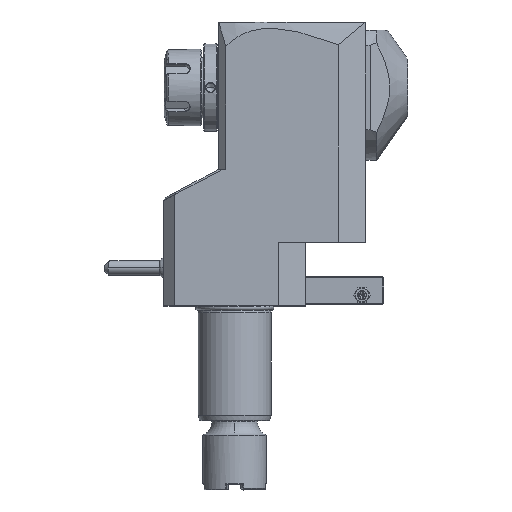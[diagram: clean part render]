
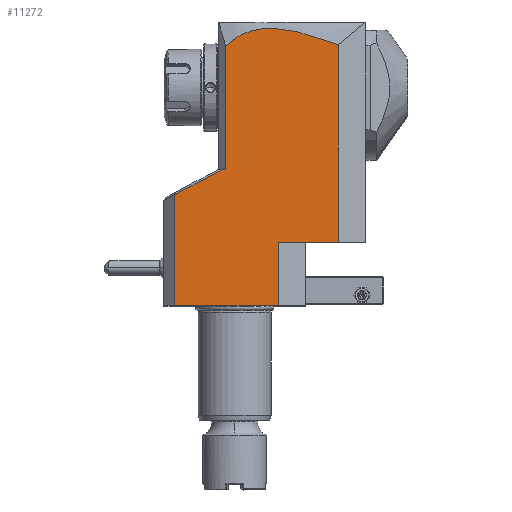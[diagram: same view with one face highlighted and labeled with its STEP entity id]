
A CAD part, top view. The second image highlights one B-rep face of the part: STEP entity #11272.
In plain terms, the highlighted planar face has unit normal (0, 0, 1).
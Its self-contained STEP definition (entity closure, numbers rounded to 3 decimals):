
#53=DIRECTION('',(1.,0.,0.));
#54=VECTOR('',#53,1.978);
#55=CARTESIAN_POINT('',(-6.778,75.,37.5));
#56=LINE('',#55,#54);
#77=DIRECTION('',(0.,-1.,0.));
#78=VECTOR('',#77,108.515);
#79=CARTESIAN_POINT('',(57.,143.515,37.5));
#80=LINE('',#79,#78);
#81=DIRECTION('',(0.883,0.469,0.));
#82=VECTOR('',#81,0.179);
#83=CARTESIAN_POINT('',(-33.,61.058,37.5));
#84=LINE('',#83,#82);
#85=DIRECTION('',(-0.883,-0.469,0.));
#86=VECTOR('',#85,29.519);
#87=CARTESIAN_POINT('',(-6.778,75.,37.5));
#88=LINE('',#87,#86);
#89=DIRECTION('',(0.,-1.,0.));
#90=VECTOR('',#89,67.483);
#91=CARTESIAN_POINT('',(-4.8,142.483,37.5));
#92=LINE('',#91,#90);
#93=CARTESIAN_POINT('',(57.,143.515,37.5));
#94=CARTESIAN_POINT('',(55.772,143.998,37.5));
#95=CARTESIAN_POINT('',(53.382,144.912,37.5));
#96=CARTESIAN_POINT('',(50.001,146.135,37.5));
#97=CARTESIAN_POINT('',(46.821,147.217,37.5));
#98=CARTESIAN_POINT('',(43.835,148.166,37.5));
#99=CARTESIAN_POINT('',(41.042,148.989,37.5));
#100=CARTESIAN_POINT('',(38.439,149.696,37.5));
#101=CARTESIAN_POINT('',(36.017,150.295,37.5));
#102=CARTESIAN_POINT('',(33.759,150.799,37.5));
#103=CARTESIAN_POINT('',(31.647,151.219,37.5));
#104=CARTESIAN_POINT('',(29.662,151.565,37.5));
#105=CARTESIAN_POINT('',(27.794,151.843,37.5));
#106=CARTESIAN_POINT('',(26.032,152.06,37.5));
#107=CARTESIAN_POINT('',(24.364,152.222,37.5));
#108=CARTESIAN_POINT('',(22.78,152.335,37.5));
#109=CARTESIAN_POINT('',(21.277,152.401,37.5));
#110=CARTESIAN_POINT('',(19.849,152.425,37.5));
#111=CARTESIAN_POINT('',(18.489,152.41,37.5));
#112=CARTESIAN_POINT('',(17.189,152.36,37.5));
#113=CARTESIAN_POINT('',(15.947,152.276,37.5));
#114=CARTESIAN_POINT('',(14.756,152.161,37.5));
#115=CARTESIAN_POINT('',(13.613,152.016,37.5));
#116=CARTESIAN_POINT('',(12.514,151.844,37.5));
#117=CARTESIAN_POINT('',(11.455,151.646,37.5));
#118=CARTESIAN_POINT('',(10.434,151.422,37.5));
#119=CARTESIAN_POINT('',(9.446,151.173,37.5));
#120=CARTESIAN_POINT('',(8.49,150.901,37.5));
#121=CARTESIAN_POINT('',(7.563,150.606,37.5));
#122=CARTESIAN_POINT('',(6.662,150.287,37.5));
#123=CARTESIAN_POINT('',(5.785,149.946,37.5));
#124=CARTESIAN_POINT('',(4.932,149.582,37.5));
#125=CARTESIAN_POINT('',(4.098,149.195,37.5));
#126=CARTESIAN_POINT('',(3.284,148.785,37.5));
#127=CARTESIAN_POINT('',(2.487,148.351,37.5));
#128=CARTESIAN_POINT('',(1.706,147.892,37.5));
#129=CARTESIAN_POINT('',(0.94,147.409,37.5));
#130=CARTESIAN_POINT('',(0.187,146.899,37.5));
#131=CARTESIAN_POINT('',(-0.554,146.362,37.5));
#132=CARTESIAN_POINT('',(-1.283,145.797,37.5));
#133=CARTESIAN_POINT('',(-2.003,145.202,37.5));
#134=CARTESIAN_POINT('',(-2.714,144.576,37.5));
#135=CARTESIAN_POINT('',(-3.417,143.917,37.5));
#136=CARTESIAN_POINT('',(-4.112,143.222,37.5));
#137=CARTESIAN_POINT('',(-4.572,142.733,37.5));
#138=CARTESIAN_POINT('',(-4.8,142.483,37.5));
#316=DIRECTION('',(1.,0.,0.));
#317=VECTOR('',#316,33.);
#318=CARTESIAN_POINT('',(24.,35.,37.5));
#319=LINE('',#318,#317);
#360=DIRECTION('',(-1.,0.,0.));
#361=VECTOR('',#360,57.);
#362=CARTESIAN_POINT('',(24.,0.,37.5));
#363=LINE('',#362,#361);
#442=DIRECTION('',(0.,-1.,0.));
#443=VECTOR('',#442,61.058);
#444=CARTESIAN_POINT('',(-33.,61.058,37.5));
#445=LINE('',#444,#443);
#1051=DIRECTION('',(0.,1.,0.));
#1052=VECTOR('',#1051,35.);
#1053=CARTESIAN_POINT('',(24.,0.,37.5));
#1054=LINE('',#1053,#1052);
#10506=CARTESIAN_POINT('',(-6.778,75.,37.5));
#10507=VERTEX_POINT('',#10506);
#10520=CARTESIAN_POINT('',(24.,35.,37.5));
#10521=VERTEX_POINT('',#10520);
#10550=VERTEX_POINT('',#93);
#10551=VERTEX_POINT('',#138);
#10576=CARTESIAN_POINT('',(-4.8,75.,37.5));
#10577=VERTEX_POINT('',#10576);
#10919=CARTESIAN_POINT('',(57.,35.,37.5));
#10920=VERTEX_POINT('',#10919);
#10925=CARTESIAN_POINT('',(-33.,61.058,37.5));
#10927=VERTEX_POINT('',#10925);
#10937=CARTESIAN_POINT('',(24.,0.,37.5));
#10938=VERTEX_POINT('',#10937);
#10939=CARTESIAN_POINT('',(-33.,0.,37.5));
#10940=VERTEX_POINT('',#10939);
#10994=CARTESIAN_POINT('',(-32.842,61.142,37.5));
#10996=VERTEX_POINT('',#10994);
#11247=CARTESIAN_POINT('',(-39.202,35.,37.5));
#11248=DIRECTION('',(0.,0.,1.));
#11249=DIRECTION('',(1.,0.,0.));
#11250=AXIS2_PLACEMENT_3D('',#11247,#11248,#11249);
#11251=PLANE('',#11250);
#11253=ORIENTED_EDGE('',*,*,#11252,.T.);
#11255=ORIENTED_EDGE('',*,*,#11254,.F.);
#11257=ORIENTED_EDGE('',*,*,#11256,.F.);
#11259=ORIENTED_EDGE('',*,*,#11258,.T.);
#11261=ORIENTED_EDGE('',*,*,#11260,.F.);
#11263=ORIENTED_EDGE('',*,*,#11262,.T.);
#11265=ORIENTED_EDGE('',*,*,#11264,.F.);
#11266=ORIENTED_EDGE('',*,*,#11231,.T.);
#11267=ORIENTED_EDGE('',*,*,#11220,.F.);
#11269=ORIENTED_EDGE('',*,*,#11268,.F.);
#11270=EDGE_LOOP('',(#11253,#11255,#11257,#11259,#11261,#11263,#11265,#11266,
#11267,#11269));
#11271=FACE_OUTER_BOUND('',#11270,.F.);
#139=B_SPLINE_CURVE_WITH_KNOTS('',3,(#93,#94,#95,#96,#97,#98,#99,#100,#101,#102,
#103,#104,#105,#106,#107,#108,#109,#110,#111,#112,#113,#114,#115,#116,#117,#118,
#119,#120,#121,#122,#123,#124,#125,#126,#127,#128,#129,#130,#131,#132,#133,#134,
#135,#136,#137,#138),.UNSPECIFIED.,.F.,.F.,(4,1,1,1,1,1,1,1,1,1,1,1,1,1,1,1,1,1,
1,1,1,1,1,1,1,1,1,1,1,1,1,1,1,1,1,1,1,1,1,1,1,1,1,4),(0.,0.023,
0.047,0.07,0.093,0.116,
0.14,0.163,0.186,0.209,
0.233,0.256,0.279,0.302,
0.326,0.349,0.372,0.395,
0.419,0.442,0.465,0.488,
0.512,0.535,0.558,0.581,
0.605,0.628,0.651,0.674,
0.698,0.721,0.744,0.767,
0.791,0.814,0.837,0.86,
0.884,0.907,0.93,0.953,
0.977,1.),.UNSPECIFIED.);
#11220=EDGE_CURVE('',#10551,#10577,#92,.T.);
#11231=EDGE_CURVE('',#10507,#10577,#56,.T.);
#11252=EDGE_CURVE('',#10550,#10920,#80,.T.);
#11254=EDGE_CURVE('',#10521,#10920,#319,.T.);
#11256=EDGE_CURVE('',#10938,#10521,#1054,.T.);
#11258=EDGE_CURVE('',#10938,#10940,#363,.T.);
#11260=EDGE_CURVE('',#10927,#10940,#445,.T.);
#11262=EDGE_CURVE('',#10927,#10996,#84,.T.);
#11264=EDGE_CURVE('',#10507,#10996,#88,.T.);
#11268=EDGE_CURVE('',#10550,#10551,#139,.T.);
#11272=ADVANCED_FACE('',(#11271),#11251,.T.);
